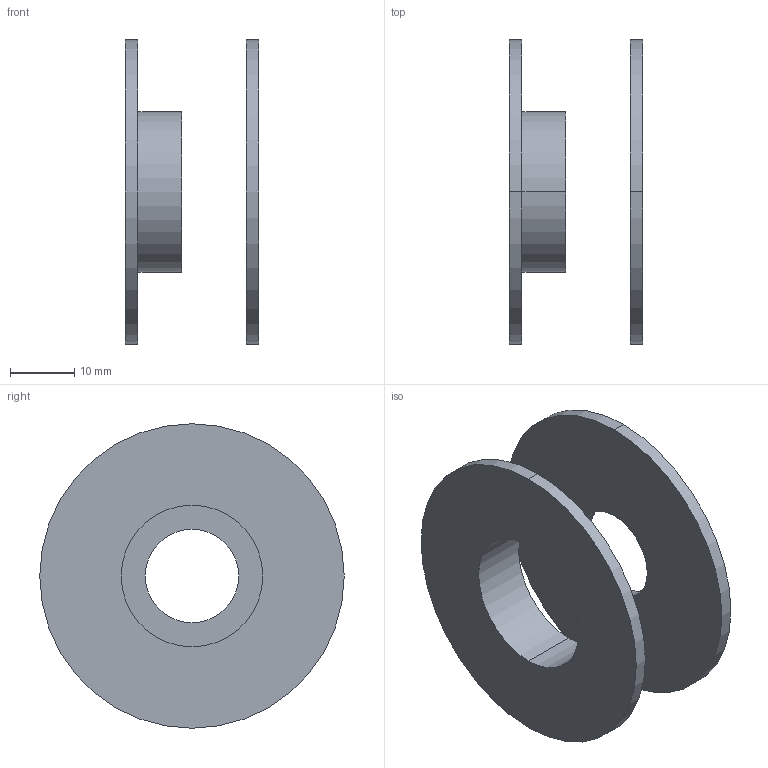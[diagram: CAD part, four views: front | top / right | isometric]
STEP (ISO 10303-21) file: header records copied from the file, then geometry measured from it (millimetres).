
FILE_DESCRIPTION (( 'STEP AP203' ), '1' );
FILE_NAME ('A19-47-1-White.STEP', '2023-03-27T07:43:55', ( '' ), ( '' ), 'SwSTEP 2.0', 'SolidWorks 2019', '' );
FILE_SCHEMA (( 'CONFIG_CONTROL_DESIGN' ));
Length unit declared in the file: millimetre
Products named in the file (3): A19-47-White.P2; A19-47-White.P1; A19-47-1-White
Assembly tree (2 placements, depth 2):
  A19-47-1-White
    A19-47-White.P1
    A19-47-White.P2
Bounding box: 20.8 x 47.3 x 47.3 mm (x, y, z)
Volume: 6691.2 mm3; surface area: 7765.9 mm2
Topology: 2 solids, 2 shells, 15 faces, 30 edges, 20 vertices
Faces by surface type: cylinder 10, plane 5
Entity records: 717 total; most frequent: DIRECTION 90, CARTESIAN_POINT 70, ORIENTED_EDGE 60, AXIS2_PLACEMENT_3D 40, EDGE_CURVE 30, PERSON_AND_ORGANIZATION 26, VERTEX_POINT 20, EDGE_LOOP 20
